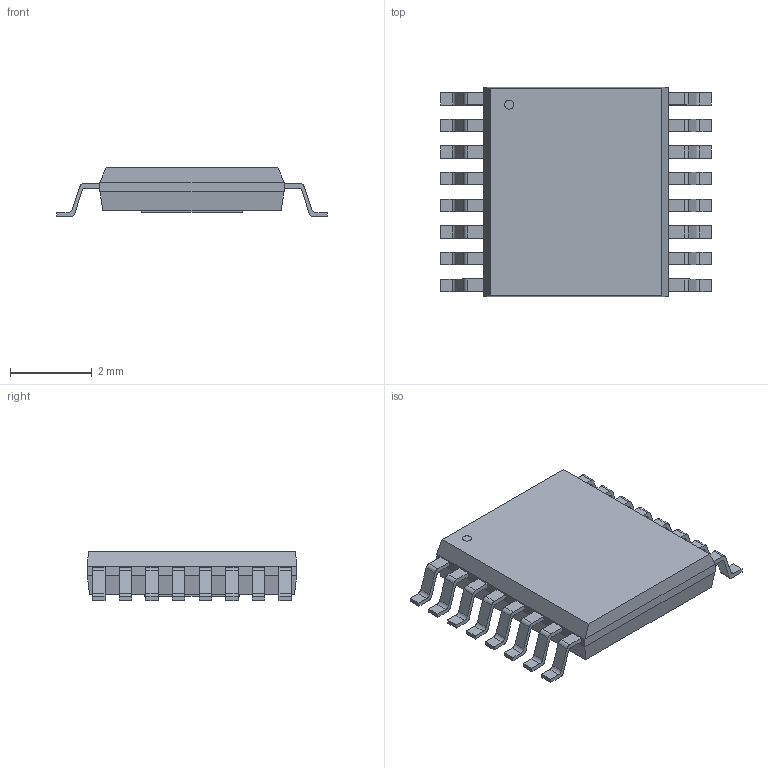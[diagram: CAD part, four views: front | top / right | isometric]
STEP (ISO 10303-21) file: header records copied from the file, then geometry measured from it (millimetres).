
FILE_DESCRIPTION(('STEP AP214'),'1');
FILE_NAME('PWP16_2P31X2P46-L','2017-11-16T13:25:25',(''),(''),'','','');
FILE_SCHEMA(('AUTOMOTIVE_DESIGN'));
Length unit declared in the file: millimetre
Products named in the file (1): product
Bounding box: 6.6 x 5.11 x 1.2 mm (x, y, z)
Volume: 0.7 mm3; surface area: 95.5 mm2
Topology: 17 solids, 37 shells, 247 faces, 659 edges, 466 vertices
Faces by surface type: plane 182, cylinder 65
Full cylindrical faces by diameter (mm): 0.225 x1
Entity records: 8020 total; most frequent: CARTESIAN_POINT 1389, DIRECTION 1318, ORIENTED_EDGE 1236, EDGE_CURVE 658, VERTEX_POINT 546, LINE 528, VECTOR 528, AXIS2_PLACEMENT_3D 395
